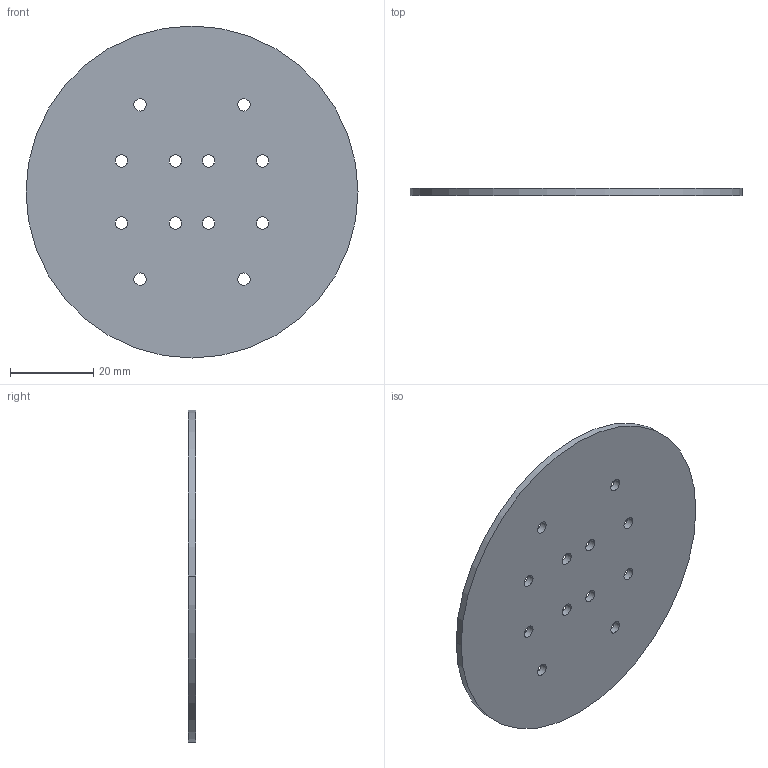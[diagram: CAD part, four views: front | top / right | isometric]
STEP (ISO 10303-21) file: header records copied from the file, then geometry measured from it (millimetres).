
FILE_DESCRIPTION (( 'STEP AP203' ), '1' );
FILE_NAME ('base plate.step_Default_sldprt.STEP', '2025-07-03T11:07:18', ( '' ), ( '' ), 'SwSTEP 2.0', 'SolidWorks 2024', '' );
FILE_SCHEMA (( 'CONFIG_CONTROL_DESIGN' ));
Length unit declared in the file: metre
Products named in the file (1): base plate.step_Default_sldprt
Bounding box: 80 x 1.7 x 80 mm (x, y, z)
Volume: 8400.9 mm3; surface area: 10503 mm2
Topology: 1 solids, 1 shells, 28 faces, 78 edges, 52 vertices
Faces by surface type: cylinder 26, plane 2
Entity records: 1059 total; most frequent: DIRECTION 188, CARTESIAN_POINT 159, ORIENTED_EDGE 156, AXIS2_PLACEMENT_3D 81, EDGE_CURVE 78, CIRCLE 52, EDGE_LOOP 52, VERTEX_POINT 52
